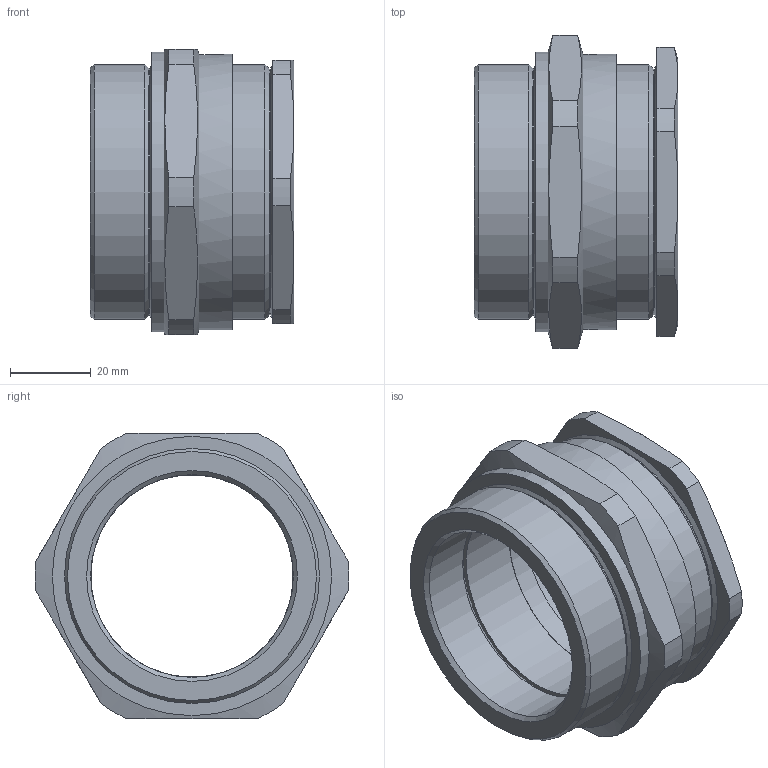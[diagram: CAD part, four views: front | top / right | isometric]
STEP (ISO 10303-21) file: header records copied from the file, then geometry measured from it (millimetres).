
FILE_DESCRIPTION (( 'STEP AP203' ), '1' );
FILE_NAME ('63SA21RA.STEP', '2016-04-25T15:16:05', ( 'bel-it' ), ( '' ), 'SwSTEP 2.0', 'SolidWorks 2014', '' );
FILE_SCHEMA (( 'CONFIG_CONTROL_DESIGN' ));
Length unit declared in the file: millimetre
Products named in the file (1): 63SA21RA
Bounding box: 50.39 x 77.51 x 70.5 mm (x, y, z)
Surface area: 27770.1 mm2 (no closed solid volume)
Topology: 0 solids, 4 shells, 58 faces, 302 edges, 252 vertices
Faces by surface type: cylinder 21, plane 20, cone 16, torus 1
Full cylindrical faces by diameter (mm): 50 x1, 50.1 x1, 56 x1, 60.718 x1, 60.971 x1, 63 x2, 68 x1, 69 x1
Entity records: 4426 total; most frequent: CARTESIAN_POINT 2281, ORIENTED_EDGE 385, DIRECTION 332, EDGE_CURVE 279, VERTEX_POINT 249, B_SPLINE_CURVE_WITH_KNOTS 125, AXIS2_PLACEMENT_3D 119, EDGE_LOOP 104
